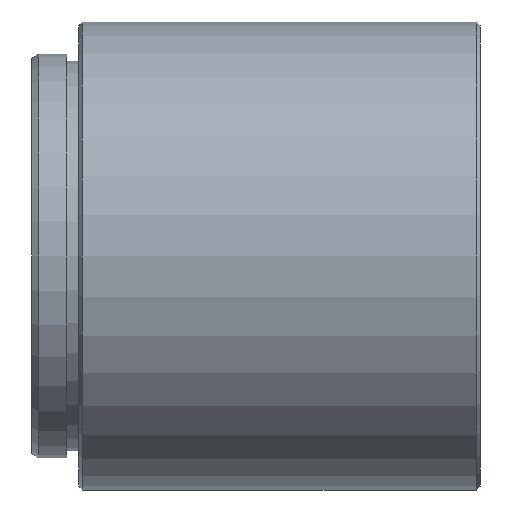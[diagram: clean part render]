
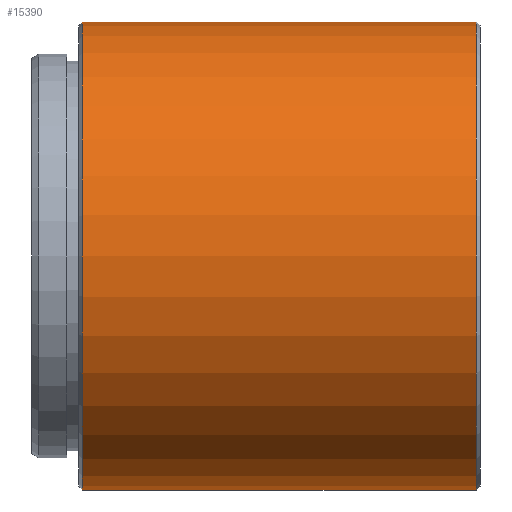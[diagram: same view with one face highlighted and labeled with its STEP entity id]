
A CAD part, front view. The second image highlights one B-rep face of the part: STEP entity #15390.
In plain terms, the highlighted cylindrical face has radius 15.24 mm (diameter 30.48 mm), a partial arc.
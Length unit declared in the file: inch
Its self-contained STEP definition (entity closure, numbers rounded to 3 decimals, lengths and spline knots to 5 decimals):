
#193 = CARTESIAN_POINT ( 'NONE',  ( 0., 0., -0.6 ) ) ;
#923 = ORIENTED_EDGE ( 'NONE', *, *, #8078, .F. ) ;
#996 = CARTESIAN_POINT ( 'NONE',  ( -1.02, 0., 0. ) ) ;
#1281 = ORIENTED_EDGE ( 'NONE', *, *, #14310, .T. ) ;
#1286 = LINE ( 'NONE', #193, #8293 ) ;
#2082 = DIRECTION ( 'NONE',  ( 1., 0., 0. ) ) ;
#2314 = DIRECTION ( 'NONE',  ( 0., 0., 1. ) ) ;
#3421 = EDGE_CURVE ( 'NONE', #10667, #8050, #12170, .T. ) ;
#3733 = FACE_OUTER_BOUND ( 'NONE', #12046, .T. ) ;
#4738 = CARTESIAN_POINT ( 'NONE',  ( -0.01, 0., 0. ) ) ;
#5579 = CYLINDRICAL_SURFACE ( 'NONE', #12381, 0.6 ) ;
#5775 = VERTEX_POINT ( 'NONE', #13427 ) ;
#6110 = DIRECTION ( 'NONE',  ( 0., 0., -1. ) ) ;
#7402 = DIRECTION ( 'NONE',  ( 0., 0., -1. ) ) ;
#7807 = AXIS2_PLACEMENT_3D ( 'NONE', #4738, #14050, #6110 ) ;
#8050 = VERTEX_POINT ( 'NONE', #15665 ) ;
#8078 = EDGE_CURVE ( 'NONE', #10667, #5775, #12567, .T. ) ;
#8293 = VECTOR ( 'NONE', #14664, 39.37008 ) ;
#8661 = CARTESIAN_POINT ( 'NONE',  ( 0., 0., 0. ) ) ;
#9787 = CIRCLE ( 'NONE', #7807, 0.6 ) ;
#9808 = EDGE_CURVE ( 'NONE', #8050, #12787, #1286, .T. ) ;
#9862 = CARTESIAN_POINT ( 'NONE',  ( -0.01, 0., -0.6 ) ) ;
#10208 = DIRECTION ( 'NONE',  ( 1., 0., 0. ) ) ;
#10667 = VERTEX_POINT ( 'NONE', #11124 ) ;
#11124 = CARTESIAN_POINT ( 'NONE',  ( -1.02, 0., 0.6 ) ) ;
#11896 = AXIS2_PLACEMENT_3D ( 'NONE', #996, #10208, #2314 ) ;
#12046 = EDGE_LOOP ( 'NONE', ( #923, #15083, #15549, #1281 ) ) ;
#12170 = CIRCLE ( 'NONE', #11896, 0.6 ) ;
#12381 = AXIS2_PLACEMENT_3D ( 'NONE', #8661, #2082, #7402 ) ;
#12567 = LINE ( 'NONE', #13120, #16093 ) ;
#12787 = VERTEX_POINT ( 'NONE', #9862 ) ;
#13120 = CARTESIAN_POINT ( 'NONE',  ( 0., 0., 0.6 ) ) ;
#13427 = CARTESIAN_POINT ( 'NONE',  ( -0.01, 0., 0.6 ) ) ;
#14050 = DIRECTION ( 'NONE',  ( -1., 0., 0. ) ) ;
#14310 = EDGE_CURVE ( 'NONE', #12787, #5775, #9787, .T. ) ;
#14466 = DIRECTION ( 'NONE',  ( 1., 0., 0. ) ) ;
#14664 = DIRECTION ( 'NONE',  ( 1., 0., 0. ) ) ;
#15083 = ORIENTED_EDGE ( 'NONE', *, *, #3421, .T. ) ;
#15390 = ADVANCED_FACE ( 'NONE', ( #3733 ), #5579, .T. ) ;
#15549 = ORIENTED_EDGE ( 'NONE', *, *, #9808, .T. ) ;
#15665 = CARTESIAN_POINT ( 'NONE',  ( -1.02, 0., -0.6 ) ) ;
#16093 = VECTOR ( 'NONE', #14466, 39.37008 ) ;
